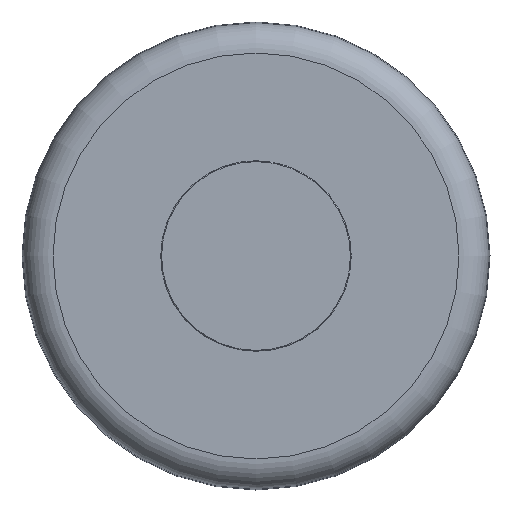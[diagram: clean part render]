
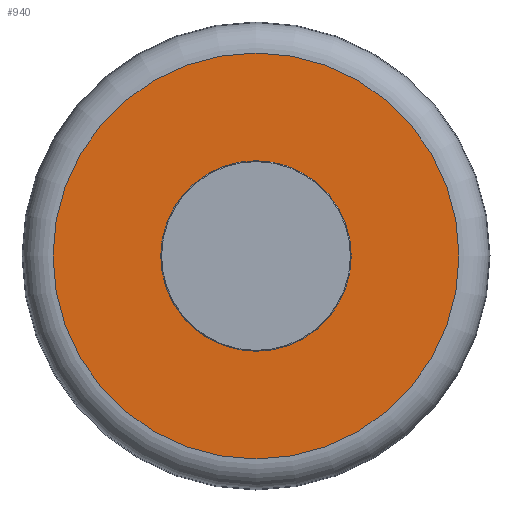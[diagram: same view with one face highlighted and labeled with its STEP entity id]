
A CAD part, front view. The second image highlights one B-rep face of the part: STEP entity #940.
In plain terms, the highlighted planar face has unit normal (0, -1, 0).
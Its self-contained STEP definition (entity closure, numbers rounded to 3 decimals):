
#94=FACE_BOUND('',#231,.T.);
#125=PLANE('',#1055);
#170=FACE_OUTER_BOUND('',#230,.T.);
#230=EDGE_LOOP('',(#750));
#231=EDGE_LOOP('',(#751));
#367=CIRCLE('',#1032,56.162);
#368=CIRCLE('',#1034,121.439);
#439=VERTEX_POINT('',#1482);
#440=VERTEX_POINT('',#1486);
#551=EDGE_CURVE('',#439,#439,#367,.T.);
#553=EDGE_CURVE('',#440,#440,#368,.T.);
#750=ORIENTED_EDGE('',*,*,#553,.T.);
#751=ORIENTED_EDGE('',*,*,#551,.F.);
#940=ADVANCED_FACE('',(#170,#94),#125,.T.);
#1032=AXIS2_PLACEMENT_3D('',#1483,#1194,#1195);
#1034=AXIS2_PLACEMENT_3D('',#1487,#1199,#1200);
#1055=AXIS2_PLACEMENT_3D('',#1525,#1246,#1247);
#1194=DIRECTION('center_axis',(0.,-1.,0.));
#1195=DIRECTION('ref_axis',(1.,0.,0.));
#1199=DIRECTION('center_axis',(0.,-1.,0.));
#1200=DIRECTION('ref_axis',(1.,0.,0.));
#1246=DIRECTION('center_axis',(0.,-1.,0.));
#1247=DIRECTION('ref_axis',(1.,0.,0.));
#1482=CARTESIAN_POINT('',(-56.162,38.,0.));
#1483=CARTESIAN_POINT('Origin',(0.,38.,0.));
#1486=CARTESIAN_POINT('',(-121.439,38.,0.));
#1487=CARTESIAN_POINT('Origin',(0.,38.,0.));
#1525=CARTESIAN_POINT('Origin',(0.,38.,-37.));
